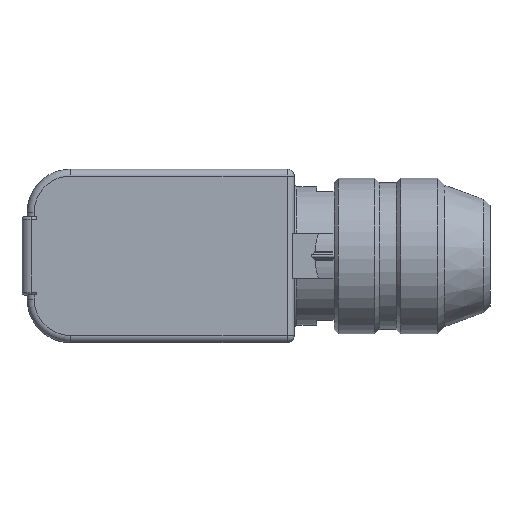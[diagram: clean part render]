
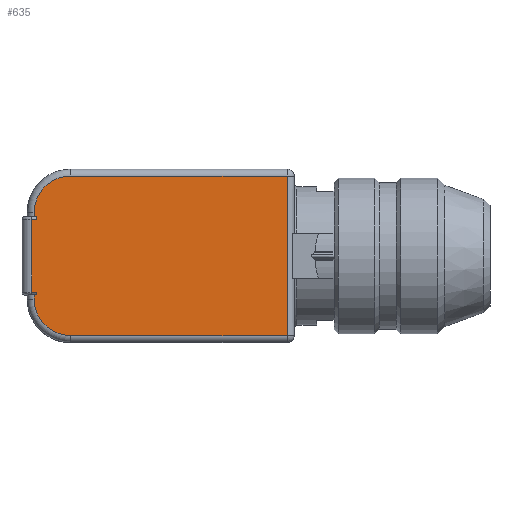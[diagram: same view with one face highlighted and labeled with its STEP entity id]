
A CAD part, top view. The second image highlights one B-rep face of the part: STEP entity #635.
In plain terms, the highlighted planar face has unit normal (0, 0, 1).
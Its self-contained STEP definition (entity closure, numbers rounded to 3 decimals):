
#635=ADVANCED_FACE('',(#1102),#966,.T.);
#966=PLANE('',#5859);
#1102=FACE_OUTER_BOUND('',#1404,.T.);
#1404=EDGE_LOOP('',(#2146,#2147,#2148,#2149,#2150,#2151,#2152,#2153,#2154,
#2155,#2156,#2157,#2158,#2159));
#1790=CIRCLE('',#5857,4.2);
#1791=CIRCLE('',#5858,4.2);
#2146=ORIENTED_EDGE('',*,*,#4404,.T.);
#2147=ORIENTED_EDGE('',*,*,#4405,.T.);
#2148=ORIENTED_EDGE('',*,*,#4406,.F.);
#2149=ORIENTED_EDGE('',*,*,#4407,.F.);
#2150=ORIENTED_EDGE('',*,*,#4408,.T.);
#2151=ORIENTED_EDGE('',*,*,#4409,.T.);
#2152=ORIENTED_EDGE('',*,*,#4410,.T.);
#2153=ORIENTED_EDGE('',*,*,#4411,.F.);
#2154=ORIENTED_EDGE('',*,*,#4412,.T.);
#2155=ORIENTED_EDGE('',*,*,#4413,.T.);
#2156=ORIENTED_EDGE('',*,*,#4414,.T.);
#2157=ORIENTED_EDGE('',*,*,#4415,.T.);
#2158=ORIENTED_EDGE('',*,*,#4416,.F.);
#2159=ORIENTED_EDGE('',*,*,#4417,.T.);
#3835=VERTEX_POINT('',#8269);
#3836=VERTEX_POINT('',#8270);
#3837=VERTEX_POINT('',#8272);
#3838=VERTEX_POINT('',#8274);
#3839=VERTEX_POINT('',#8276);
#3840=VERTEX_POINT('',#8278);
#3841=VERTEX_POINT('',#8280);
#3842=VERTEX_POINT('',#8282);
#3843=VERTEX_POINT('',#8284);
#3844=VERTEX_POINT('',#8286);
#3845=VERTEX_POINT('',#8288);
#3846=VERTEX_POINT('',#8290);
#3847=VERTEX_POINT('',#8292);
#3848=VERTEX_POINT('',#8294);
#4404=EDGE_CURVE('',#3835,#3836,#5220,.T.);
#4405=EDGE_CURVE('',#3836,#3837,#5221,.T.);
#4406=EDGE_CURVE('',#3838,#3837,#5222,.T.);
#4407=EDGE_CURVE('',#3839,#3838,#5223,.T.);
#4408=EDGE_CURVE('',#3839,#3840,#5224,.T.);
#4409=EDGE_CURVE('',#3840,#3841,#1790,.T.);
#4410=EDGE_CURVE('',#3841,#3842,#5225,.T.);
#4411=EDGE_CURVE('',#3843,#3842,#5226,.T.);
#4412=EDGE_CURVE('',#3843,#3844,#5227,.T.);
#4413=EDGE_CURVE('',#3844,#3845,#1791,.T.);
#4414=EDGE_CURVE('',#3845,#3846,#5228,.T.);
#4415=EDGE_CURVE('',#3846,#3847,#5229,.T.);
#4416=EDGE_CURVE('',#3848,#3847,#5230,.T.);
#4417=EDGE_CURVE('',#3848,#3835,#5231,.T.);
#5220=LINE('',#8268,#5552);
#5221=LINE('',#8271,#5553);
#5222=LINE('',#8273,#5554);
#5223=LINE('',#8275,#5555);
#5224=LINE('',#8277,#5556);
#5225=LINE('',#8281,#5557);
#5226=LINE('',#8283,#5558);
#5227=LINE('',#8285,#5559);
#5228=LINE('',#8289,#5560);
#5229=LINE('',#8291,#5561);
#5230=LINE('',#8293,#5562);
#5231=LINE('',#8295,#5563);
#5552=VECTOR('',#6603,1.);
#5553=VECTOR('',#6604,1.);
#5554=VECTOR('',#6605,1.);
#5555=VECTOR('',#6606,1.);
#5556=VECTOR('',#6607,1.);
#5557=VECTOR('',#6610,1.);
#5558=VECTOR('',#6611,1.);
#5559=VECTOR('',#6612,1.);
#5560=VECTOR('',#6615,1.);
#5561=VECTOR('',#6616,1.);
#5562=VECTOR('',#6617,1.);
#5563=VECTOR('',#6618,1.);
#5857=AXIS2_PLACEMENT_3D('',#8279,#6608,#6609);
#5858=AXIS2_PLACEMENT_3D('',#8287,#6613,#6614);
#5859=AXIS2_PLACEMENT_3D('',#8296,#6619,#6620);
#6603=DIRECTION('',(0.,-1.,0.));
#6604=DIRECTION('',(1.,0.,0.));
#6605=DIRECTION('',(0.,1.,0.));
#6606=DIRECTION('',(1.,0.,0.));
#6607=DIRECTION('',(0.,-1.,0.));
#6608=DIRECTION('',(0.,0.,1.));
#6609=DIRECTION('',(-1.,0.,0.));
#6610=DIRECTION('',(1.,0.,0.));
#6611=DIRECTION('',(0.,-1.,0.));
#6612=DIRECTION('',(-1.,0.,0.));
#6613=DIRECTION('',(0.,0.,1.));
#6614=DIRECTION('',(-1.,0.,0.));
#6615=DIRECTION('',(0.,-1.,0.));
#6616=DIRECTION('',(1.,0.,0.));
#6617=DIRECTION('',(0.,1.,0.));
#6618=DIRECTION('',(-1.,0.,0.));
#6619=DIRECTION('',(0.,0.,1.));
#6620=DIRECTION('',(1.,0.,0.));
#8268=CARTESIAN_POINT('',(-30.3,-4.5,10.7));
#8269=CARTESIAN_POINT('',(-30.3,4.2,10.7));
#8270=CARTESIAN_POINT('',(-30.3,-4.2,10.7));
#8271=CARTESIAN_POINT('',(-29.7,-4.2,10.7));
#8272=CARTESIAN_POINT('',(-29.7,-4.2,10.7));
#8273=CARTESIAN_POINT('',(-29.7,-4.6,10.7));
#8274=CARTESIAN_POINT('',(-29.7,-4.5,10.7));
#8275=CARTESIAN_POINT('',(-10.4,-4.5,10.7));
#8276=CARTESIAN_POINT('',(-30.,-4.5,10.7));
#8277=CARTESIAN_POINT('',(-30.,-5.,10.7));
#8278=CARTESIAN_POINT('',(-30.,-5.,10.7));
#8279=CARTESIAN_POINT('',(-25.8,-5.,10.7));
#8280=CARTESIAN_POINT('',(-25.8,-9.2,10.7));
#8281=CARTESIAN_POINT('',(-10.4,-9.2,10.7));
#8282=CARTESIAN_POINT('',(-0.8,-9.2,10.7));
#8283=CARTESIAN_POINT('',(-0.8,2.55,10.7));
#8284=CARTESIAN_POINT('',(-0.8,9.2,10.7));
#8285=CARTESIAN_POINT('',(-10.4,9.2,10.7));
#8286=CARTESIAN_POINT('',(-25.8,9.2,10.7));
#8287=CARTESIAN_POINT('',(-25.8,5.,10.7));
#8288=CARTESIAN_POINT('',(-30.,5.,10.7));
#8289=CARTESIAN_POINT('',(-30.,-5.,10.7));
#8290=CARTESIAN_POINT('',(-30.,4.5,10.7));
#8291=CARTESIAN_POINT('',(-30.8,4.5,10.7));
#8292=CARTESIAN_POINT('',(-29.7,4.5,10.7));
#8293=CARTESIAN_POINT('',(-29.7,-4.6,10.7));
#8294=CARTESIAN_POINT('',(-29.7,4.2,10.7));
#8295=CARTESIAN_POINT('',(-29.7,4.2,10.7));
#8296=CARTESIAN_POINT('',(-29.7,-4.5,10.7));
